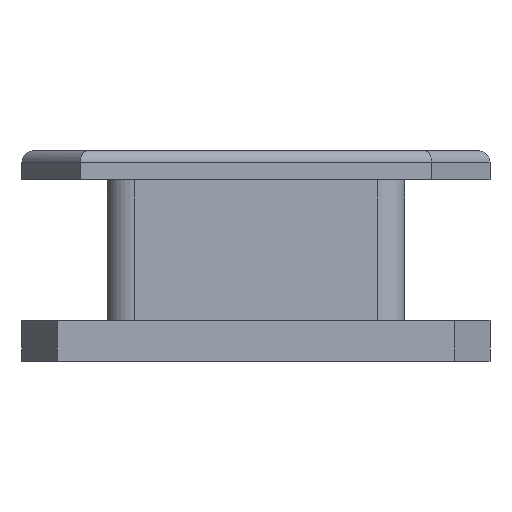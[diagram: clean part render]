
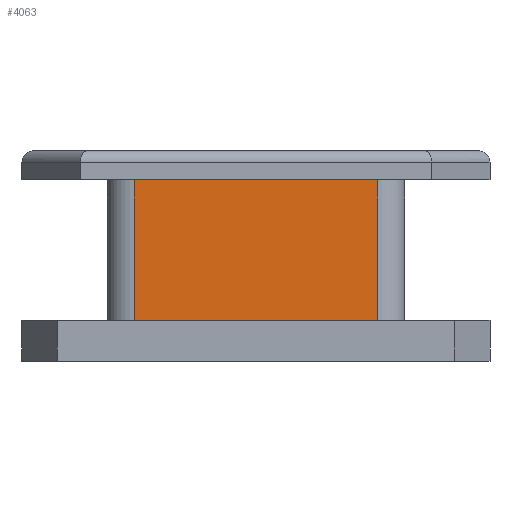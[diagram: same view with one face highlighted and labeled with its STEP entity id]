
A CAD part, left-side view. The second image highlights one B-rep face of the part: STEP entity #4063.
In plain terms, the highlighted planar face has unit normal (-1, 0, 0).
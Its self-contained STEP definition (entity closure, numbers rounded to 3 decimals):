
#777 = PLANE('',#778);
#778 = AXIS2_PLACEMENT_3D('',#779,#780,#781);
#779 = CARTESIAN_POINT('',(0.,0.,1.55));
#780 = DIRECTION('',(0.,0.,-1.));
#781 = DIRECTION('',(1.,0.,0.));
#2306 = VERTEX_POINT('',#2307);
#2307 = CARTESIAN_POINT('',(-1.205,-1.041,1.55));
#2322 = CYLINDRICAL_SURFACE('',#2323,0.23);
#2323 = AXIS2_PLACEMENT_3D('',#2324,#2325,#2326);
#2324 = CARTESIAN_POINT('',(-0.974,-1.041,1.55));
#2325 = DIRECTION('',(0.,0.,-1.));
#2326 = DIRECTION('',(0.,1.,0.));
#2356 = EDGE_CURVE('',#2306,#2357,#2359,.T.);
#2357 = VERTEX_POINT('',#2358);
#2358 = CARTESIAN_POINT('',(-1.205,1.041,1.55));
#2359 = SURFACE_CURVE('',#2360,(#2364,#2371),.PCURVE_S1.);
#2360 = LINE('',#2361,#2362);
#2361 = CARTESIAN_POINT('',(-1.205,-1.041,1.55));
#2362 = VECTOR('',#2363,1.);
#2363 = DIRECTION('',(0.,1.,0.));
#2364 = PCURVE('',#777,#2365);
#2365 = DEFINITIONAL_REPRESENTATION('',(#2366),#2370);
#2366 = LINE('',#2367,#2368);
#2367 = CARTESIAN_POINT('',(-1.205,1.041));
#2368 = VECTOR('',#2369,1.);
#2369 = DIRECTION('',(0.,-1.));
#2370 = ( GEOMETRIC_REPRESENTATION_CONTEXT(2) 
PARAMETRIC_REPRESENTATION_CONTEXT() REPRESENTATION_CONTEXT('2D SPACE',''
  ) );
#2371 = PCURVE('',#2372,#2377);
#2372 = PLANE('',#2373);
#2373 = AXIS2_PLACEMENT_3D('',#2374,#2375,#2376);
#2374 = CARTESIAN_POINT('',(-1.205,-1.041,1.55));
#2375 = DIRECTION('',(-1.,0.,0.));
#2376 = DIRECTION('',(0.,1.,0.));
#2377 = DEFINITIONAL_REPRESENTATION('',(#2378),#2382);
#2378 = LINE('',#2379,#2380);
#2379 = CARTESIAN_POINT('',(0.,0.));
#2380 = VECTOR('',#2381,1.);
#2381 = DIRECTION('',(1.,0.));
#2382 = ( GEOMETRIC_REPRESENTATION_CONTEXT(2) 
PARAMETRIC_REPRESENTATION_CONTEXT() REPRESENTATION_CONTEXT('2D SPACE',''
  ) );
#2401 = CYLINDRICAL_SURFACE('',#2402,0.23);
#2402 = AXIS2_PLACEMENT_3D('',#2403,#2404,#2405);
#2403 = CARTESIAN_POINT('',(-0.974,1.041,1.55));
#2404 = DIRECTION('',(0.,0.,-1.));
#2405 = DIRECTION('',(0.,1.,0.));
#2678 = PLANE('',#2679);
#2679 = AXIS2_PLACEMENT_3D('',#2680,#2681,#2682);
#2680 = CARTESIAN_POINT('',(0.,0.,0.35)
  );
#2681 = DIRECTION('',(0.,0.,-1.));
#2682 = DIRECTION('',(1.,0.,0.));
#3125 = VERTEX_POINT('',#3126);
#3126 = CARTESIAN_POINT('',(-1.205,1.041,0.35));
#3170 = EDGE_CURVE('',#3171,#3125,#3173,.T.);
#3171 = VERTEX_POINT('',#3172);
#3172 = CARTESIAN_POINT('',(-1.205,-1.041,0.35));
#3173 = SURFACE_CURVE('',#3174,(#3178,#3185),.PCURVE_S1.);
#3174 = LINE('',#3175,#3176);
#3175 = CARTESIAN_POINT('',(-1.205,-1.041,0.35));
#3176 = VECTOR('',#3177,1.);
#3177 = DIRECTION('',(0.,1.,0.));
#3178 = PCURVE('',#2678,#3179);
#3179 = DEFINITIONAL_REPRESENTATION('',(#3180),#3184);
#3180 = LINE('',#3181,#3182);
#3181 = CARTESIAN_POINT('',(-1.205,1.041));
#3182 = VECTOR('',#3183,1.);
#3183 = DIRECTION('',(0.,-1.));
#3184 = ( GEOMETRIC_REPRESENTATION_CONTEXT(2) 
PARAMETRIC_REPRESENTATION_CONTEXT() REPRESENTATION_CONTEXT('2D SPACE',''
  ) );
#3185 = PCURVE('',#2372,#3186);
#3186 = DEFINITIONAL_REPRESENTATION('',(#3187),#3191);
#3187 = LINE('',#3188,#3189);
#3188 = CARTESIAN_POINT('',(0.,1.2));
#3189 = VECTOR('',#3190,1.);
#3190 = DIRECTION('',(1.,0.));
#3191 = ( GEOMETRIC_REPRESENTATION_CONTEXT(2) 
PARAMETRIC_REPRESENTATION_CONTEXT() REPRESENTATION_CONTEXT('2D SPACE',''
  ) );
#4018 = EDGE_CURVE('',#2357,#3125,#4019,.T.);
#4019 = SURFACE_CURVE('',#4020,(#4024,#4053),.PCURVE_S1.);
#4020 = LINE('',#4021,#4022);
#4021 = CARTESIAN_POINT('',(-1.205,1.041,1.55));
#4022 = VECTOR('',#4023,1.);
#4023 = DIRECTION('',(0.,0.,-1.));
#4024 = PCURVE('',#2401,#4025);
#4025 = DEFINITIONAL_REPRESENTATION('',(#4026),#4052);
#4026 = B_SPLINE_CURVE_WITH_KNOTS('',3,(#4027,#4028,#4029,#4030,#4031,
    #4032,#4033,#4034,#4035,#4036,#4037,#4038,#4039,#4040,#4041,#4042,
    #4043,#4044,#4045,#4046,#4047,#4048,#4049,#4050,#4051),
  .UNSPECIFIED.,.F.,.F.,(4,1,1,1,1,1,1,1,1,1,1,1,1,1,1,1,1,1,1,1,1,1,4),
  (0.,0.055,0.109,0.164,
    0.218,0.273,0.327,0.382,
    0.436,0.491,0.545,0.6,0.655,
    0.709,0.764,0.818,0.873,
    0.927,0.982,1.036,1.091,
    1.145,1.2),.QUASI_UNIFORM_KNOTS.);
#4027 = CARTESIAN_POINT('',(4.712,0.));
#4028 = CARTESIAN_POINT('',(4.712,0.018));
#4029 = CARTESIAN_POINT('',(4.712,0.055));
#4030 = CARTESIAN_POINT('',(4.712,0.109));
#4031 = CARTESIAN_POINT('',(4.712,0.164));
#4032 = CARTESIAN_POINT('',(4.712,0.218));
#4033 = CARTESIAN_POINT('',(4.712,0.273));
#4034 = CARTESIAN_POINT('',(4.712,0.327));
#4035 = CARTESIAN_POINT('',(4.712,0.382));
#4036 = CARTESIAN_POINT('',(4.712,0.436));
#4037 = CARTESIAN_POINT('',(4.712,0.491));
#4038 = CARTESIAN_POINT('',(4.712,0.545));
#4039 = CARTESIAN_POINT('',(4.712,0.6));
#4040 = CARTESIAN_POINT('',(4.712,0.655));
#4041 = CARTESIAN_POINT('',(4.712,0.709));
#4042 = CARTESIAN_POINT('',(4.712,0.764));
#4043 = CARTESIAN_POINT('',(4.712,0.818));
#4044 = CARTESIAN_POINT('',(4.712,0.873));
#4045 = CARTESIAN_POINT('',(4.712,0.927));
#4046 = CARTESIAN_POINT('',(4.712,0.982));
#4047 = CARTESIAN_POINT('',(4.712,1.036));
#4048 = CARTESIAN_POINT('',(4.712,1.091));
#4049 = CARTESIAN_POINT('',(4.712,1.145));
#4050 = CARTESIAN_POINT('',(4.712,1.182));
#4051 = CARTESIAN_POINT('',(4.712,1.2));
#4052 = ( GEOMETRIC_REPRESENTATION_CONTEXT(2) 
PARAMETRIC_REPRESENTATION_CONTEXT() REPRESENTATION_CONTEXT('2D SPACE',''
  ) );
#4053 = PCURVE('',#2372,#4054);
#4054 = DEFINITIONAL_REPRESENTATION('',(#4055),#4059);
#4055 = LINE('',#4056,#4057);
#4056 = CARTESIAN_POINT('',(2.083,0.));
#4057 = VECTOR('',#4058,1.);
#4058 = DIRECTION('',(0.,1.));
#4059 = ( GEOMETRIC_REPRESENTATION_CONTEXT(2) 
PARAMETRIC_REPRESENTATION_CONTEXT() REPRESENTATION_CONTEXT('2D SPACE',''
  ) );
#4063 = ADVANCED_FACE('',(#4064),#2372,.T.);
#4064 = FACE_BOUND('',#4065,.F.);
#4065 = EDGE_LOOP('',(#4066,#4067,#4068,#4069));
#4066 = ORIENTED_EDGE('',*,*,#3170,.T.);
#4067 = ORIENTED_EDGE('',*,*,#4018,.F.);
#4068 = ORIENTED_EDGE('',*,*,#2356,.F.);
#4069 = ORIENTED_EDGE('',*,*,#4070,.T.);
#4070 = EDGE_CURVE('',#2306,#3171,#4071,.T.);
#4071 = SURFACE_CURVE('',#4072,(#4076,#4083),.PCURVE_S1.);
#4072 = LINE('',#4073,#4074);
#4073 = CARTESIAN_POINT('',(-1.205,-1.041,1.55));
#4074 = VECTOR('',#4075,1.);
#4075 = DIRECTION('',(0.,0.,-1.));
#4076 = PCURVE('',#2372,#4077);
#4077 = DEFINITIONAL_REPRESENTATION('',(#4078),#4082);
#4078 = LINE('',#4079,#4080);
#4079 = CARTESIAN_POINT('',(0.,0.));
#4080 = VECTOR('',#4081,1.);
#4081 = DIRECTION('',(0.,1.));
#4082 = ( GEOMETRIC_REPRESENTATION_CONTEXT(2) 
PARAMETRIC_REPRESENTATION_CONTEXT() REPRESENTATION_CONTEXT('2D SPACE',''
  ) );
#4083 = PCURVE('',#2322,#4084);
#4084 = DEFINITIONAL_REPRESENTATION('',(#4085),#4111);
#4085 = B_SPLINE_CURVE_WITH_KNOTS('',3,(#4086,#4087,#4088,#4089,#4090,
    #4091,#4092,#4093,#4094,#4095,#4096,#4097,#4098,#4099,#4100,#4101,
    #4102,#4103,#4104,#4105,#4106,#4107,#4108,#4109,#4110),
  .UNSPECIFIED.,.F.,.F.,(4,1,1,1,1,1,1,1,1,1,1,1,1,1,1,1,1,1,1,1,1,1,4),
  (0.,0.055,0.109,0.164,
    0.218,0.273,0.327,0.382,
    0.436,0.491,0.545,0.6,0.655,
    0.709,0.764,0.818,0.873,
    0.927,0.982,1.036,1.091,
    1.145,1.2),.QUASI_UNIFORM_KNOTS.);
#4086 = CARTESIAN_POINT('',(4.712,0.));
#4087 = CARTESIAN_POINT('',(4.712,0.018));
#4088 = CARTESIAN_POINT('',(4.712,0.055));
#4089 = CARTESIAN_POINT('',(4.712,0.109));
#4090 = CARTESIAN_POINT('',(4.712,0.164));
#4091 = CARTESIAN_POINT('',(4.712,0.218));
#4092 = CARTESIAN_POINT('',(4.712,0.273));
#4093 = CARTESIAN_POINT('',(4.712,0.327));
#4094 = CARTESIAN_POINT('',(4.712,0.382));
#4095 = CARTESIAN_POINT('',(4.712,0.436));
#4096 = CARTESIAN_POINT('',(4.712,0.491));
#4097 = CARTESIAN_POINT('',(4.712,0.545));
#4098 = CARTESIAN_POINT('',(4.712,0.6));
#4099 = CARTESIAN_POINT('',(4.712,0.655));
#4100 = CARTESIAN_POINT('',(4.712,0.709));
#4101 = CARTESIAN_POINT('',(4.712,0.764));
#4102 = CARTESIAN_POINT('',(4.712,0.818));
#4103 = CARTESIAN_POINT('',(4.712,0.873));
#4104 = CARTESIAN_POINT('',(4.712,0.927));
#4105 = CARTESIAN_POINT('',(4.712,0.982));
#4106 = CARTESIAN_POINT('',(4.712,1.036));
#4107 = CARTESIAN_POINT('',(4.712,1.091));
#4108 = CARTESIAN_POINT('',(4.712,1.145));
#4109 = CARTESIAN_POINT('',(4.712,1.182));
#4110 = CARTESIAN_POINT('',(4.712,1.2));
#4111 = ( GEOMETRIC_REPRESENTATION_CONTEXT(2) 
PARAMETRIC_REPRESENTATION_CONTEXT() REPRESENTATION_CONTEXT('2D SPACE',''
  ) );
